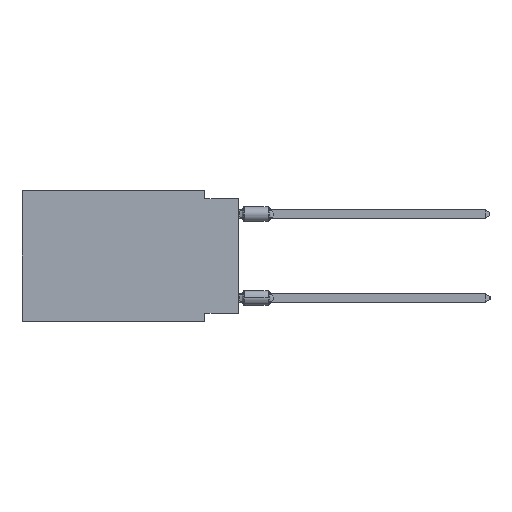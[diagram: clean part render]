
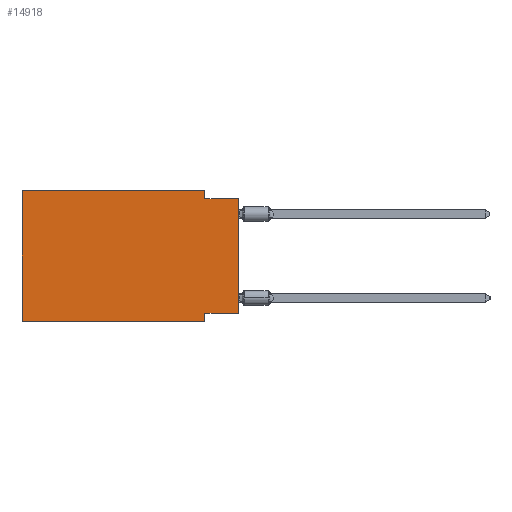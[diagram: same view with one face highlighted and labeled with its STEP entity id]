
A CAD part, left-side view. The second image highlights one B-rep face of the part: STEP entity #14918.
In plain terms, the highlighted planar face has unit normal (-1, 0, 0).
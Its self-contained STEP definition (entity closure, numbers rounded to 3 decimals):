
#3447 = CARTESIAN_POINT ( 'NONE',  ( 0., 0., -0.635 ) ) ;
#4357 = EDGE_CURVE ( 'NONE', #20635, #48247, #30240, .T. ) ;
#5205 = CARTESIAN_POINT ( 'NONE',  ( 0., 16.383, -9.906 ) ) ;
#6201 = EDGE_CURVE ( 'NONE', #20635, #13299, #47916, .T. ) ;
#6620 = LINE ( 'NONE', #53544, #8241 ) ;
#7114 = VERTEX_POINT ( 'NONE', #12086 ) ;
#8241 = VECTOR ( 'NONE', #11517, 1000. ) ;
#9163 = LINE ( 'NONE', #50885, #38544 ) ;
#9212 = AXIS2_PLACEMENT_3D ( 'NONE', #59085, #11571, #21384 ) ;
#11517 = DIRECTION ( 'NONE',  ( 0., 0., -1. ) ) ;
#11571 = DIRECTION ( 'NONE',  ( 1., 0., 0. ) ) ;
#12086 = CARTESIAN_POINT ( 'NONE',  ( 0., 2.54, -0.635 ) ) ;
#12322 = DIRECTION ( 'NONE',  ( 0., -1., 0. ) ) ;
#13299 = VERTEX_POINT ( 'NONE', #23920 ) ;
#13770 = VECTOR ( 'NONE', #27167, 1000. ) ;
#14792 = CARTESIAN_POINT ( 'NONE',  ( 0., 0., -9.271 ) ) ;
#14918 = ADVANCED_FACE ( 'NONE', ( #44069 ), #40369, .F. ) ;
#16815 = ORIENTED_EDGE ( 'NONE', *, *, #41102, .F. ) ;
#19334 = ORIENTED_EDGE ( 'NONE', *, *, #4357, .T. ) ;
#19638 = CARTESIAN_POINT ( 'NONE',  ( 0., 16.383, -9.906 ) ) ;
#19971 = LINE ( 'NONE', #42358, #25319 ) ;
#20635 = VERTEX_POINT ( 'NONE', #59631 ) ;
#21384 = DIRECTION ( 'NONE',  ( 0., 0., -1. ) ) ;
#21793 = VECTOR ( 'NONE', #52524, 1000. ) ;
#21916 = CARTESIAN_POINT ( 'NONE',  ( 0., 16.383, 0. ) ) ;
#22158 = VERTEX_POINT ( 'NONE', #5205 ) ;
#23463 = VERTEX_POINT ( 'NONE', #38374 ) ;
#23920 = CARTESIAN_POINT ( 'NONE',  ( 0., 2.54, -9.271 ) ) ;
#25319 = VECTOR ( 'NONE', #28267, 1000. ) ;
#27167 = DIRECTION ( 'NONE',  ( 0., 0., 1. ) ) ;
#27574 = DIRECTION ( 'NONE',  ( 0., 0., -1. ) ) ;
#27822 = ORIENTED_EDGE ( 'NONE', *, *, #6201, .F. ) ;
#28267 = DIRECTION ( 'NONE',  ( 0., 0., 1. ) ) ;
#28851 = ORIENTED_EDGE ( 'NONE', *, *, #39310, .T. ) ;
#30240 = LINE ( 'NONE', #46444, #13770 ) ;
#30355 = VERTEX_POINT ( 'NONE', #52572 ) ;
#32777 = VECTOR ( 'NONE', #12322, 1000. ) ;
#34220 = CARTESIAN_POINT ( 'NONE',  ( 0., 16.383, 0. ) ) ;
#34956 = ORIENTED_EDGE ( 'NONE', *, *, #49333, .F. ) ;
#37480 = EDGE_LOOP ( 'NONE', ( #19334, #39189, #60092, #16815, #39075, #28851, #34956, #27822 ) ) ;
#38330 = DIRECTION ( 'NONE',  ( 0., -1., 0. ) ) ;
#38374 = CARTESIAN_POINT ( 'NONE',  ( 0., 2.54, -9.906 ) ) ;
#38544 = VECTOR ( 'NONE', #27574, 1000. ) ;
#39075 = ORIENTED_EDGE ( 'NONE', *, *, #49960, .F. ) ;
#39189 = ORIENTED_EDGE ( 'NONE', *, *, #48633, .F. ) ;
#39310 = EDGE_CURVE ( 'NONE', #22158, #23463, #52765, .T. ) ;
#39729 = LINE ( 'NONE', #34220, #49847 ) ;
#40369 = PLANE ( 'NONE',  #9212 ) ;
#41102 = EDGE_CURVE ( 'NONE', #59722, #30355, #39729, .T. ) ;
#42358 = CARTESIAN_POINT ( 'NONE',  ( 0., 16.383, 0. ) ) ;
#43725 = DIRECTION ( 'NONE',  ( 0., -1., 0. ) ) ;
#44069 = FACE_OUTER_BOUND ( 'NONE', #37480, .T. ) ;
#46444 = CARTESIAN_POINT ( 'NONE',  ( 0., 0., 0. ) ) ;
#47310 = EDGE_CURVE ( 'NONE', #30355, #7114, #9163, .T. ) ;
#47916 = LINE ( 'NONE', #14792, #21793 ) ;
#48247 = VERTEX_POINT ( 'NONE', #51934 ) ;
#48633 = EDGE_CURVE ( 'NONE', #7114, #48247, #54348, .T. ) ;
#49333 = EDGE_CURVE ( 'NONE', #13299, #23463, #6620, .T. ) ;
#49847 = VECTOR ( 'NONE', #43725, 1000. ) ;
#49960 = EDGE_CURVE ( 'NONE', #22158, #59722, #19971, .T. ) ;
#50885 = CARTESIAN_POINT ( 'NONE',  ( 0., 2.54, 0. ) ) ;
#51934 = CARTESIAN_POINT ( 'NONE',  ( 0., 0., -0.635 ) ) ;
#52524 = DIRECTION ( 'NONE',  ( 0., 1., 0. ) ) ;
#52572 = CARTESIAN_POINT ( 'NONE',  ( 0., 2.54, 0. ) ) ;
#52765 = LINE ( 'NONE', #19638, #55595 ) ;
#53544 = CARTESIAN_POINT ( 'NONE',  ( 0., 2.54, -9.906 ) ) ;
#54348 = LINE ( 'NONE', #3447, #32777 ) ;
#55595 = VECTOR ( 'NONE', #38330, 1000. ) ;
#59085 = CARTESIAN_POINT ( 'NONE',  ( 0., 16.383, 0. ) ) ;
#59631 = CARTESIAN_POINT ( 'NONE',  ( 0., 0., -9.271 ) ) ;
#59722 = VERTEX_POINT ( 'NONE', #21916 ) ;
#60092 = ORIENTED_EDGE ( 'NONE', *, *, #47310, .F. ) ;
